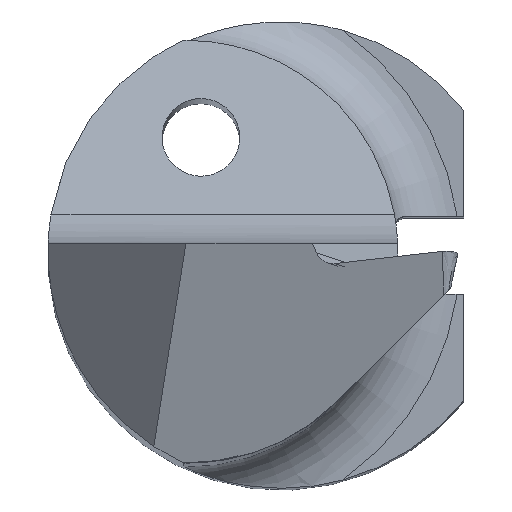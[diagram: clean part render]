
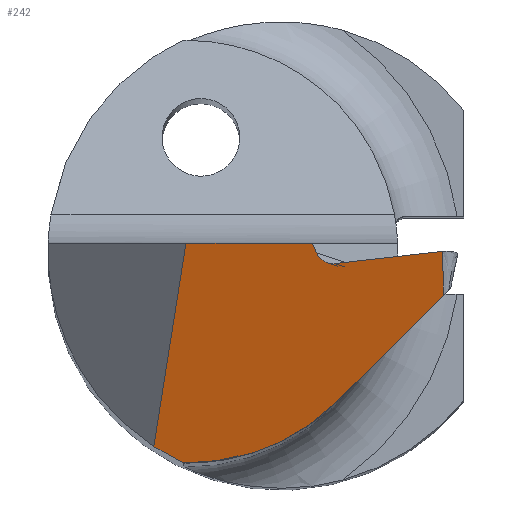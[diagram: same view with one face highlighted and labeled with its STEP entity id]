
A CAD part, top view. The second image highlights one B-rep face of the part: STEP entity #242.
In plain terms, the highlighted planar face has unit normal (-0.113, -0.208, 0.972).
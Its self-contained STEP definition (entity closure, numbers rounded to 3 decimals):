
#26 = ORIENTED_EDGE ( 'NONE', *, *, #1153, .F. ) ;
#85 = EDGE_CURVE ( 'NONE', #470, #1291, #398, .T. ) ;
#104 = DIRECTION ( 'NONE',  ( -0.689, -0.689, -0.227 ) ) ;
#113 = DIRECTION ( 'NONE',  ( 0.113, 0.208, -0.972 ) ) ;
#121 = DIRECTION ( 'NONE',  ( 0., 0.978, 0.209 ) ) ;
#126 = CARTESIAN_POINT ( 'NONE',  ( 0.684, -0.161, 44.803 ) ) ;
#192 = VECTOR ( 'NONE', #357, 1000. ) ;
#209 = VECTOR ( 'NONE', #605, 1000. ) ;
#213 = VERTEX_POINT ( 'NONE', #1293 ) ;
#222 = VERTEX_POINT ( 'NONE', #958 ) ;
#224 = DIRECTION ( 'NONE',  ( -0.152, -0.963, -0.224 ) ) ;
#232 = VECTOR ( 'NONE', #1241, 1000. ) ;
#242 = ADVANCED_FACE ( 'NONE', ( #348 ), #965, .F. ) ;
#252 = CARTESIAN_POINT ( 'NONE',  ( 0.197, -2.46, 44.254 ) ) ;
#267 = LINE ( 'NONE', #1020, #209 ) ;
#294 = CARTESIAN_POINT ( 'NONE',  ( -1.255, -2.725, 44.028 ) ) ;
#309 = EDGE_CURVE ( 'NONE', #932, #1291, #1274, .T. ) ;
#344 =( BOUNDED_CURVE ( )  B_SPLINE_CURVE ( 3, ( #649, #443, #1170, #126 ),
 .UNSPECIFIED., .F., .F. ) 
 B_SPLINE_CURVE_WITH_KNOTS ( ( 4, 4 ),
 ( 4.031, 5.57 ),
 .UNSPECIFIED. ) 
 CURVE ( )  GEOMETRIC_REPRESENTATION_ITEM ( )  RATIONAL_B_SPLINE_CURVE ( ( 1., 0.812, 0.812, 1. ) ) 
 REPRESENTATION_ITEM ( '' )  );
#348 = FACE_OUTER_BOUND ( 'NONE', #775, .T. ) ;
#349 = CARTESIAN_POINT ( 'NONE',  ( 0.107, 0.762, 44.933 ) ) ;
#357 = DIRECTION ( 'NONE',  ( 0.399, -0.905, -0.147 ) ) ;
#398 =( BOUNDED_CURVE ( )  B_SPLINE_CURVE ( 3, ( #294, #1061, #1364, #1262 ),
 .UNSPECIFIED., .F., .T. ) 
 B_SPLINE_CURVE_WITH_KNOTS ( ( 4, 4 ),
 ( 6.217, 6.363 ),
 .UNSPECIFIED. ) 
 CURVE ( )  GEOMETRIC_REPRESENTATION_ITEM ( )  RATIONAL_B_SPLINE_CURVE ( ( 1., 0.998, 0.998, 1. ) ) 
 REPRESENTATION_ITEM ( '' )  );
#410 = LINE ( 'NONE', #434, #733 ) ;
#434 = CARTESIAN_POINT ( 'NONE',  ( 0.819, -1.838, 44.459 ) ) ;
#441 = ORIENTED_EDGE ( 'NONE', *, *, #309, .T. ) ;
#443 = CARTESIAN_POINT ( 'NONE',  ( 0.494, -0.115, 44.79 ) ) ;
#470 = VERTEX_POINT ( 'NONE', #1236 ) ;
#535 = EDGE_CURVE ( 'NONE', #222, #537, #1327, .T. ) ;
#537 = VERTEX_POINT ( 'NONE', #998 ) ;
#553 = ORIENTED_EDGE ( 'NONE', *, *, #961, .F. ) ;
#574 = VERTEX_POINT ( 'NONE', #587 ) ;
#585 = CARTESIAN_POINT ( 'NONE',  ( -1.226, 0.1, 44.636 ) ) ;
#587 = CARTESIAN_POINT ( 'NONE',  ( 0.729, -1.927, 44.43 ) ) ;
#588 = ORIENTED_EDGE ( 'NONE', *, *, #1132, .F. ) ;
#605 = DIRECTION ( 'NONE',  ( 0.993, 0., 0.116 ) ) ;
#626 = EDGE_CURVE ( 'NONE', #213, #764, #1333, .T. ) ;
#649 = CARTESIAN_POINT ( 'NONE',  ( 0.454, -0.024, 44.805 ) ) ;
#675 = CARTESIAN_POINT ( 'NONE',  ( -0.502, -2.741, 44.113 ) ) ;
#704 = VERTEX_POINT ( 'NONE', #835 ) ;
#733 = VECTOR ( 'NONE', #104, 1000. ) ;
#755 = ORIENTED_EDGE ( 'NONE', *, *, #1258, .T. ) ;
#764 = VERTEX_POINT ( 'NONE', #1273 ) ;
#771 = VECTOR ( 'NONE', #840, 1000. ) ;
#775 = EDGE_LOOP ( 'NONE', ( #553, #441, #968, #1082, #588, #1239, #755, #26, #875 ) ) ;
#835 = CARTESIAN_POINT ( 'NONE',  ( 0.684, -0.161, 44.803 ) ) ;
#840 = DIRECTION ( 'NONE',  ( -0.024, 0.978, 0.207 ) ) ;
#849 = EDGE_CURVE ( 'NONE', #574, #470, #1338, .T. ) ;
#875 = ORIENTED_EDGE ( 'NONE', *, *, #535, .F. ) ;
#877 = LINE ( 'NONE', #1216, #232 ) ;
#932 = VERTEX_POINT ( 'NONE', #585 ) ;
#938 = CARTESIAN_POINT ( 'NONE',  ( 2.076, -0.004, 44.998 ) ) ;
#958 = CARTESIAN_POINT ( 'NONE',  ( 0.399, 0.1, 44.825 ) ) ;
#961 = EDGE_CURVE ( 'NONE', #932, #222, #267, .T. ) ;
#965 = PLANE ( 'NONE',  #1050 ) ;
#968 = ORIENTED_EDGE ( 'NONE', *, *, #85, .F. ) ;
#998 = CARTESIAN_POINT ( 'NONE',  ( 0.454, -0.024, 44.805 ) ) ;
#1002 = CARTESIAN_POINT ( 'NONE',  ( -1.639, -2.513, 44.029 ) ) ;
#1020 = CARTESIAN_POINT ( 'NONE',  ( -2.933, 0.1, 44.438 ) ) ;
#1050 = AXIS2_PLACEMENT_3D ( 'NONE', #1081, #113, #121 ) ;
#1061 = CARTESIAN_POINT ( 'NONE',  ( -1.388, -2.664, 44.026 ) ) ;
#1081 = CARTESIAN_POINT ( 'NONE',  ( 2.076, -0.004, 44.998 ) ) ;
#1082 = ORIENTED_EDGE ( 'NONE', *, *, #849, .F. ) ;
#1093 = CARTESIAN_POINT ( 'NONE',  ( -1.255, -2.725, 44.028 ) ) ;
#1132 = EDGE_CURVE ( 'NONE', #213, #574, #410, .T. ) ;
#1153 = EDGE_CURVE ( 'NONE', #537, #704, #344, .T. ) ;
#1159 = VECTOR ( 'NONE', #224, 1000. ) ;
#1170 = CARTESIAN_POINT ( 'NONE',  ( 0.588, -0.172, 44.789 ) ) ;
#1173 = CARTESIAN_POINT ( 'NONE',  ( -1.152, 0.566, 44.745 ) ) ;
#1216 = CARTESIAN_POINT ( 'NONE',  ( 2.076, -0.004, 44.998 ) ) ;
#1236 = CARTESIAN_POINT ( 'NONE',  ( -1.255, -2.725, 44.028 ) ) ;
#1239 = ORIENTED_EDGE ( 'NONE', *, *, #626, .T. ) ;
#1241 = DIRECTION ( 'NONE',  ( -0.984, -0.111, -0.138 ) ) ;
#1258 = EDGE_CURVE ( 'NONE', #764, #704, #877, .T. ) ;
#1262 = CARTESIAN_POINT ( 'NONE',  ( -1.639, -2.513, 44.029 ) ) ;
#1273 = CARTESIAN_POINT ( 'NONE',  ( 2.076, -0.004, 44.998 ) ) ;
#1274 = LINE ( 'NONE', #1173, #1159 ) ;
#1291 = VERTEX_POINT ( 'NONE', #1002 ) ;
#1293 = CARTESIAN_POINT ( 'NONE',  ( 2.09, -0.567, 44.879 ) ) ;
#1318 = CARTESIAN_POINT ( 'NONE',  ( 0.729, -1.927, 44.43 ) ) ;
#1327 = LINE ( 'NONE', #349, #192 ) ;
#1333 = LINE ( 'NONE', #938, #771 ) ;
#1338 =( BOUNDED_CURVE ( )  B_SPLINE_CURVE ( 3, ( #1318, #252, #675, #1093 ),
 .UNSPECIFIED., .F., .T. ) 
 B_SPLINE_CURVE_WITH_KNOTS ( ( 4, 4 ),
 ( 5., 5.806 ),
 .UNSPECIFIED. ) 
 CURVE ( )  GEOMETRIC_REPRESENTATION_ITEM ( )  RATIONAL_B_SPLINE_CURVE ( ( 1., 0.947, 0.947, 1. ) ) 
 REPRESENTATION_ITEM ( '' )  );
#1364 = CARTESIAN_POINT ( 'NONE',  ( -1.516, -2.593, 44.026 ) ) ;
